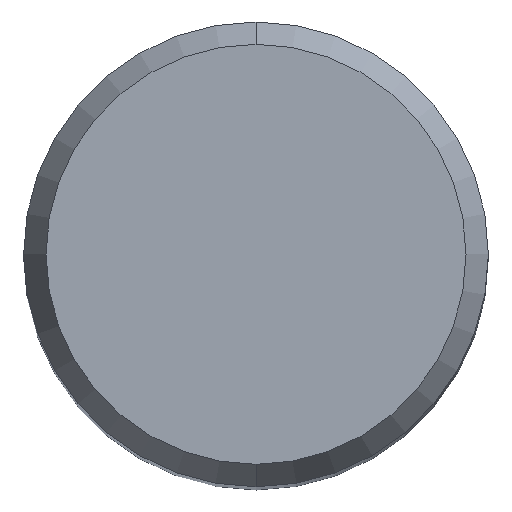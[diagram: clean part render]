
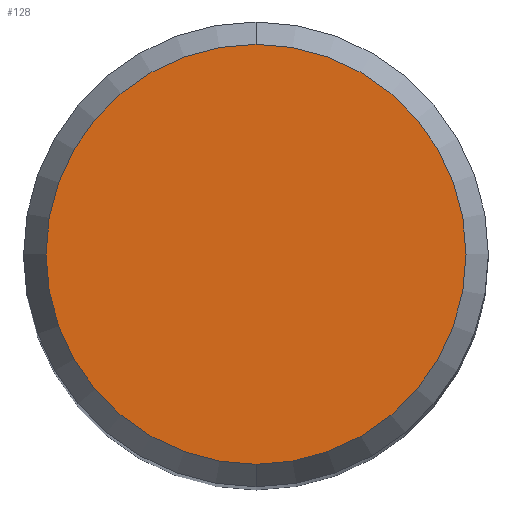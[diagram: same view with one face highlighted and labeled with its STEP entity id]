
A CAD part, top view. The second image highlights one B-rep face of the part: STEP entity #128.
In plain terms, the highlighted planar face has unit normal (0, 0, 1).
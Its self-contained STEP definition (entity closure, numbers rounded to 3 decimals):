
#110=EDGE_CURVE('',#204,#200,#249,.T.);
#128=ADVANCED_FACE('',(#267),#268,.T.);
#170=EDGE_CURVE('',#200,#204,#317,.T.);
#200=VERTEX_POINT('',#353);
#204=VERTEX_POINT('',#357);
#249=CIRCLE('',#402,4.304);
#267=FACE_OUTER_BOUND('',#424,.T.);
#268=PLANE('',#425);
#317=CIRCLE('',#490,4.304);
#353=CARTESIAN_POINT('',(0.0,4.304,0.01));
#357=CARTESIAN_POINT('',(0.,-4.304,0.01));
#402=AXIS2_PLACEMENT_3D('',#568,#569,#570);
#424=EDGE_LOOP('',(#579,#580));
#425=AXIS2_PLACEMENT_3D('',#581,#582,#583);
#490=AXIS2_PLACEMENT_3D('',#648,#649,#650);
#568=CARTESIAN_POINT('',(0.0,0.0,0.01));
#569=DIRECTION('',(0.0,0.0,-1.0));
#570=DIRECTION('',(0.0,1.0,0.0));
#579=ORIENTED_EDGE('',*,*,#170,.F.);
#580=ORIENTED_EDGE('',*,*,#110,.F.);
#581=CARTESIAN_POINT('',(0.0,2.152,0.01));
#582=DIRECTION('',(-0.0,0.0,1.0));
#583=DIRECTION('',(0.0,-1.0,0.0));
#648=CARTESIAN_POINT('',(0.0,0.0,0.01));
#649=DIRECTION('',(0.0,0.0,-1.0));
#650=DIRECTION('',(0.0,1.0,0.0));
